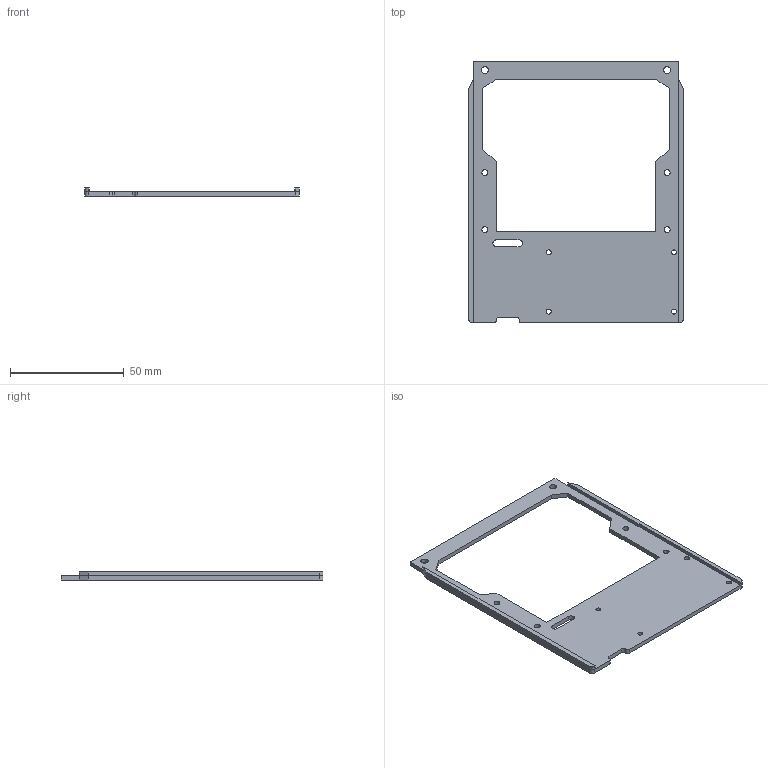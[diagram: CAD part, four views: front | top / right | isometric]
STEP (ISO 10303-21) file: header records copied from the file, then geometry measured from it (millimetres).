
FILE_DESCRIPTION(('FreeCAD Model'),'2;1');
FILE_NAME('Open CASCADE Shape Model','2023-05-20T01:44:22',('Author'),( ''),'Open CASCADE STEP processor 7.5','FreeCAD','Unknown');
FILE_SCHEMA(('AUTOMOTIVE_DESIGN { 1 0 10303 214 1 1 1 1 }'));
Length unit declared in the file: millimetre
Products named in the file (1): Body
Bounding box: 94 x 115 x 3.6 mm (x, y, z)
Volume: 11845.3 mm3; surface area: 13489.9 mm2
Topology: 1 solids, 1 shells, 56 faces, 150 edges, 96 vertices
Faces by surface type: plane 36, cylinder 20
Full cylindrical faces by diameter (mm): 2.2 x4, 2.6 x4, 3.1 x2
Entity records: 3768 total; most frequent: CARTESIAN_POINT 627, DIRECTION 598, LINE 376, VECTOR 376, ORIENTED_EDGE 300, PCURVE 300, DEFINITIONAL_REPRESENTATION 300, EDGE_CURVE 150
